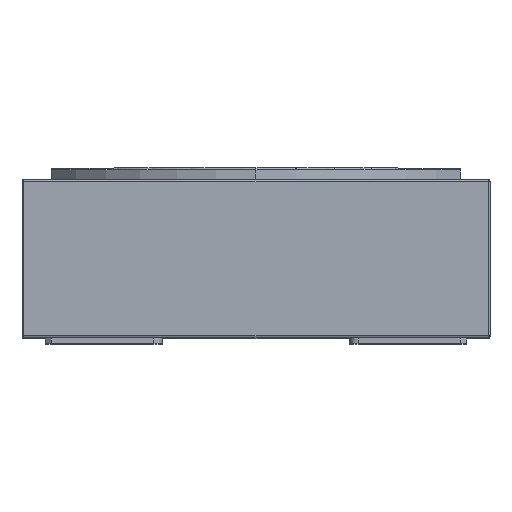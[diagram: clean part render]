
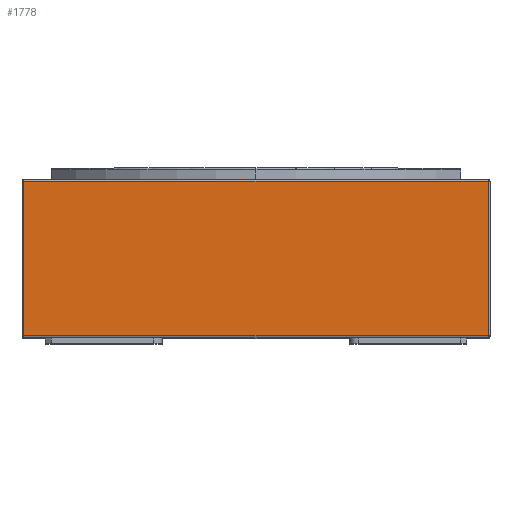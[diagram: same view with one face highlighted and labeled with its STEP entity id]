
A CAD part, top view. The second image highlights one B-rep face of the part: STEP entity #1778.
In plain terms, the highlighted planar face has unit normal (0, 0, 1).
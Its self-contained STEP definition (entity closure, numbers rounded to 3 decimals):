
#22 = DIRECTION ( 'NONE',  ( 0., -1., 0. ) ) ;
#79 = DIRECTION ( 'NONE',  ( 0., 1., 0. ) ) ;
#208 = VERTEX_POINT ( 'NONE', #2169 ) ;
#213 = LINE ( 'NONE', #4177, #2224 ) ;
#261 = CARTESIAN_POINT ( 'NONE',  ( -2., 1.385, 2.5 ) ) ;
#412 = VERTEX_POINT ( 'NONE', #1435 ) ;
#704 = LINE ( 'NONE', #2924, #2484 ) ;
#762 = CARTESIAN_POINT ( 'NONE',  ( -2., 1.4, 2.5 ) ) ;
#1435 = CARTESIAN_POINT ( 'NONE',  ( 1.985, 1.385, 2.5 ) ) ;
#1543 = ORIENTED_EDGE ( 'NONE', *, *, #2116, .T. ) ;
#1701 = LINE ( 'NONE', #3016, #4246 ) ;
#1778 = ADVANCED_FACE ( 'NONE', ( #5374 ), #4516, .F. ) ;
#1785 = ORIENTED_EDGE ( 'NONE', *, *, #4208, .T. ) ;
#2116 = EDGE_CURVE ( 'NONE', #208, #412, #704, .T. ) ;
#2169 = CARTESIAN_POINT ( 'NONE',  ( 1.985, 0.065, 2.5 ) ) ;
#2224 = VECTOR ( 'NONE', #2771, 1000. ) ;
#2395 = CARTESIAN_POINT ( 'NONE',  ( -1.985, 0.065, 2.5 ) ) ;
#2484 = VECTOR ( 'NONE', #79, 1000. ) ;
#2771 = DIRECTION ( 'NONE',  ( 1., 0., 0. ) ) ;
#2924 = CARTESIAN_POINT ( 'NONE',  ( 1.985, 1.4, 2.5 ) ) ;
#3016 = CARTESIAN_POINT ( 'NONE',  ( -1.985, 1.4, 2.5 ) ) ;
#3044 = ORIENTED_EDGE ( 'NONE', *, *, #4753, .T. ) ;
#3091 = DIRECTION ( 'NONE',  ( -1., 0., 0. ) ) ;
#3189 = ORIENTED_EDGE ( 'NONE', *, *, #5122, .T. ) ;
#3249 = AXIS2_PLACEMENT_3D ( 'NONE', #762, #5539, #5956 ) ;
#3418 = VECTOR ( 'NONE', #3091, 1000. ) ;
#4152 = VERTEX_POINT ( 'NONE', #4875 ) ;
#4177 = CARTESIAN_POINT ( 'NONE',  ( -2., 0.065, 2.5 ) ) ;
#4208 = EDGE_CURVE ( 'NONE', #412, #4152, #4494, .T. ) ;
#4246 = VECTOR ( 'NONE', #22, 1000. ) ;
#4467 = EDGE_LOOP ( 'NONE', ( #3189, #1543, #1785, #3044 ) ) ;
#4494 = LINE ( 'NONE', #261, #3418 ) ;
#4516 = PLANE ( 'NONE',  #3249 ) ;
#4753 = EDGE_CURVE ( 'NONE', #4152, #5304, #1701, .T. ) ;
#4875 = CARTESIAN_POINT ( 'NONE',  ( -1.985, 1.385, 2.5 ) ) ;
#5122 = EDGE_CURVE ( 'NONE', #5304, #208, #213, .T. ) ;
#5304 = VERTEX_POINT ( 'NONE', #2395 ) ;
#5374 = FACE_OUTER_BOUND ( 'NONE', #4467, .T. ) ;
#5539 = DIRECTION ( 'NONE',  ( 0., 0., -1. ) ) ;
#5956 = DIRECTION ( 'NONE',  ( -1., 0., 0. ) ) ;
